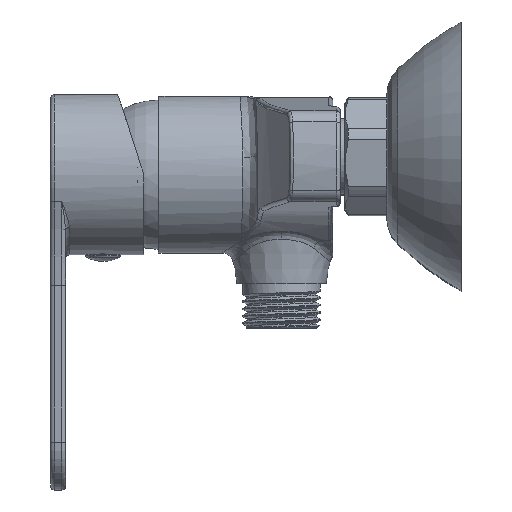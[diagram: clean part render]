
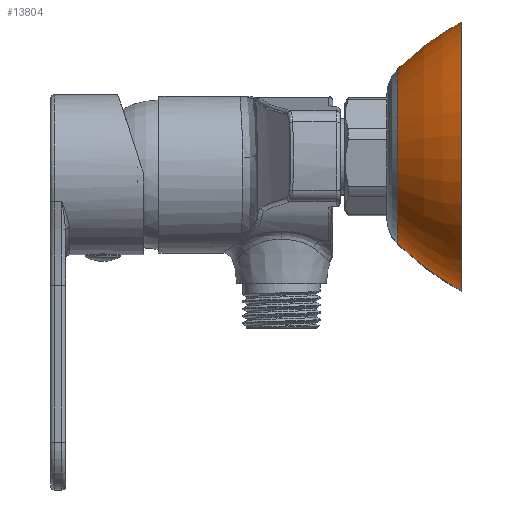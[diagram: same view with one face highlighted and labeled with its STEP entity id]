
A CAD part, top view. The second image highlights one B-rep face of the part: STEP entity #13804.
In plain terms, the highlighted toroidal (fillet/blend) face has major radius 29.249 mm and minor radius 74 mm.
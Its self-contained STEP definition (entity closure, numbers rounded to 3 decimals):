
#1091 = DIRECTION ( 'NONE',  ( -1., 0., 0. ) ) ;
#3239 = DIRECTION ( 'NONE',  ( 0., 0.021, -1. ) ) ;
#3858 = FACE_OUTER_BOUND ( 'NONE', #28718, .T. ) ;
#4288 = VERTEX_POINT ( 'NONE', #31693 ) ;
#4522 = CARTESIAN_POINT ( 'NONE',  ( 83.108, 0., 75. ) ) ;
#5216 = DIRECTION ( 'NONE',  ( -1., 0., 0. ) ) ;
#6802 = ORIENTED_EDGE ( 'NONE', *, *, #25595, .F. ) ;
#10063 = FACE_OUTER_BOUND ( 'NONE', #16729, .T. ) ;
#10766 = DIRECTION ( 'NONE',  ( 0., 0.021, -1. ) ) ;
#11929 = AXIS2_PLACEMENT_3D ( 'NONE', #4522, #29577, #29059 ) ;
#12777 = AXIS2_PLACEMENT_3D ( 'NONE', #33146, #1091, #3239 ) ;
#13804 = ADVANCED_FACE ( 'NONE', ( #10063, #3858 ), #26816, .T. ) ;
#14009 = EDGE_CURVE ( 'NONE', #4288, #4288, #15920, .T. ) ;
#14974 = ORIENTED_EDGE ( 'NONE', *, *, #14009, .T. ) ;
#15340 = AXIS2_PLACEMENT_3D ( 'NONE', #19011, #5216, #10766 ) ;
#15920 = CIRCLE ( 'NONE', #15340, 36. ) ;
#16729 = EDGE_LOOP ( 'NONE', ( #6802 ) ) ;
#19011 = CARTESIAN_POINT ( 'NONE',  ( 48.2, 0., 75. ) ) ;
#24513 = CARTESIAN_POINT ( 'NONE',  ( 31.183, 0.502, 51.531 ) ) ;
#25595 = EDGE_CURVE ( 'NONE', #35080, #35080, #28222, .T. ) ;
#26816 = TOROIDAL_SURFACE ( 'NONE', #11929, -29.249, 74. ) ;
#28222 = CIRCLE ( 'NONE', #12777, 23.475 ) ;
#28718 = EDGE_LOOP ( 'NONE', ( #14974 ) ) ;
#29059 = DIRECTION ( 'NONE',  ( 0., 0.021, -1. ) ) ;
#29577 = DIRECTION ( 'NONE',  ( -1., 0., 0. ) ) ;
#31693 = CARTESIAN_POINT ( 'NONE',  ( 48.2, 0.769, 39.008 ) ) ;
#33146 = CARTESIAN_POINT ( 'NONE',  ( 31.183, 0., 75. ) ) ;
#35080 = VERTEX_POINT ( 'NONE', #24513 ) ;
